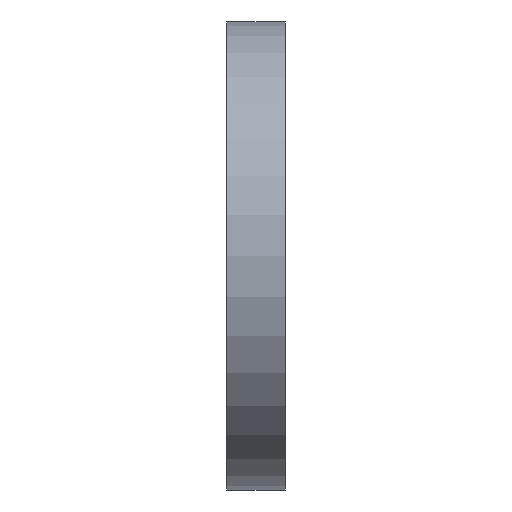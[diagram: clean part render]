
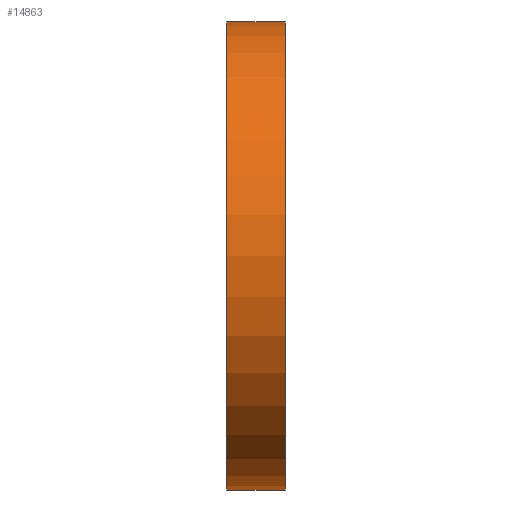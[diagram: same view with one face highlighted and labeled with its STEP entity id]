
A CAD part, left-side view. The second image highlights one B-rep face of the part: STEP entity #14863.
In plain terms, the highlighted cylindrical face has radius 38.1 mm (diameter 76.2 mm), a partial arc.
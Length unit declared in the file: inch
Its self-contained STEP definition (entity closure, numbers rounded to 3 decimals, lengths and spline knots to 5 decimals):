
#399 = CARTESIAN_POINT ( 'NONE',  ( -1.55006, 0.375, 1.5 ) ) ;
#1292 = ORIENTED_EDGE ( 'NONE', *, *, #10416, .T. ) ;
#1727 = CARTESIAN_POINT ( 'NONE',  ( -1.55006, 0.375, 0. ) ) ;
#2228 = DIRECTION ( 'NONE',  ( 0., 1., 0. ) ) ;
#2640 = LINE ( 'NONE', #2744, #21006 ) ;
#2704 = EDGE_LOOP ( 'NONE', ( #3047, #7830, #15159, #1292 ) ) ;
#2744 = CARTESIAN_POINT ( 'NONE',  ( -1.55006, 0.375, 1.5 ) ) ;
#3047 = ORIENTED_EDGE ( 'NONE', *, *, #13886, .T. ) ;
#4178 = CYLINDRICAL_SURFACE ( 'NONE', #17775, 1.5 ) ;
#4378 = VERTEX_POINT ( 'NONE', #7485 ) ;
#5103 = EDGE_CURVE ( 'NONE', #10428, #4378, #2640, .T. ) ;
#5307 = VERTEX_POINT ( 'NONE', #20380 ) ;
#5343 = CARTESIAN_POINT ( 'NONE',  ( -1.55006, 0.375, 0. ) ) ;
#7258 = DIRECTION ( 'NONE',  ( 0., 0., 1. ) ) ;
#7485 = CARTESIAN_POINT ( 'NONE',  ( -1.55006, 0., 1.5 ) ) ;
#7607 = AXIS2_PLACEMENT_3D ( 'NONE', #5343, #18605, #7258 ) ;
#7830 = ORIENTED_EDGE ( 'NONE', *, *, #5103, .F. ) ;
#8517 = EDGE_CURVE ( 'NONE', #21698, #10428, #23598, .T. ) ;
#10416 = EDGE_CURVE ( 'NONE', #21698, #5307, #11362, .T. ) ;
#10428 = VERTEX_POINT ( 'NONE', #399 ) ;
#11362 = LINE ( 'NONE', #17467, #21473 ) ;
#11387 = CIRCLE ( 'NONE', #16804, 1.5 ) ;
#13561 = CARTESIAN_POINT ( 'NONE',  ( -1.55006, 0., 0. ) ) ;
#13886 = EDGE_CURVE ( 'NONE', #5307, #4378, #11387, .T. ) ;
#14815 = FACE_OUTER_BOUND ( 'NONE', #2704, .T. ) ;
#14863 = ADVANCED_FACE ( 'NONE', ( #14815 ), #4178, .T. ) ;
#15159 = ORIENTED_EDGE ( 'NONE', *, *, #8517, .F. ) ;
#15437 = DIRECTION ( 'NONE',  ( 0., 0., 1. ) ) ;
#15967 = DIRECTION ( 'NONE',  ( 0., -1., 0. ) ) ;
#16804 = AXIS2_PLACEMENT_3D ( 'NONE', #13561, #2228, #15437 ) ;
#17109 = CARTESIAN_POINT ( 'NONE',  ( -1.55006, 0.375, -1.5 ) ) ;
#17467 = CARTESIAN_POINT ( 'NONE',  ( -1.55006, 0.375, -1.5 ) ) ;
#17775 = AXIS2_PLACEMENT_3D ( 'NONE', #1727, #22597, #18780 ) ;
#18605 = DIRECTION ( 'NONE',  ( 0., 1., 0. ) ) ;
#18780 = DIRECTION ( 'NONE',  ( 0., 0., -1. ) ) ;
#19358 = DIRECTION ( 'NONE',  ( 0., -1., 0. ) ) ;
#20380 = CARTESIAN_POINT ( 'NONE',  ( -1.55006, 0., -1.5 ) ) ;
#21006 = VECTOR ( 'NONE', #15967, 39.37008 ) ;
#21473 = VECTOR ( 'NONE', #19358, 39.37008 ) ;
#21698 = VERTEX_POINT ( 'NONE', #17109 ) ;
#22597 = DIRECTION ( 'NONE',  ( 0., -1., 0. ) ) ;
#23598 = CIRCLE ( 'NONE', #7607, 1.5 ) ;
